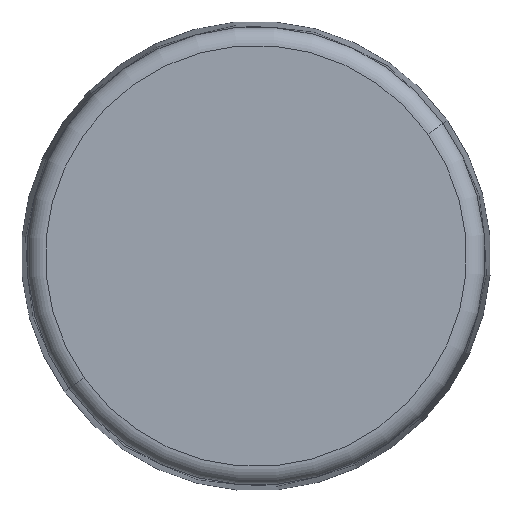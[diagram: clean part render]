
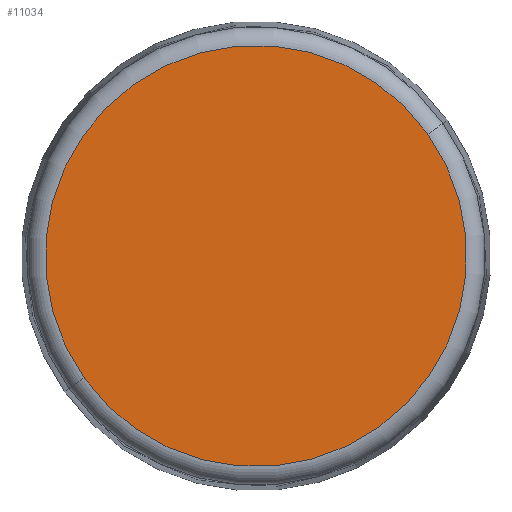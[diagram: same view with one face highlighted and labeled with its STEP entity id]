
A CAD part, left-side view. The second image highlights one B-rep face of the part: STEP entity #11034.
In plain terms, the highlighted planar face has unit normal (-1, 0, 0).
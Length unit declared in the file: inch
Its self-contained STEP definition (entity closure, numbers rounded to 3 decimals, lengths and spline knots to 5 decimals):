
#752 = DIRECTION ( 'NONE',  ( 0., 0.816, -0.578 ) ) ;
#2039 = CARTESIAN_POINT ( 'NONE',  ( -1.25426, -0.30397, 0.21538 ) ) ;
#2133 = CIRCLE ( 'NONE', #7165, 0.375 ) ;
#2284 = CARTESIAN_POINT ( 'NONE',  ( -1.25426, 0.30598, -0.2168 ) ) ;
#2407 = CARTESIAN_POINT ( 'NONE',  ( -1.25426, -0.30598, 0.2168 ) ) ;
#3262 = CIRCLE ( 'NONE', #5507, 0.375 ) ;
#3737 = DIRECTION ( 'NONE',  ( 0., 0.816, -0.578 ) ) ;
#5380 = DIRECTION ( 'NONE',  ( -1., 0., 0. ) ) ;
#5413 = DIRECTION ( 'NONE',  ( -1., 0., 0. ) ) ;
#5466 = AXIS2_PLACEMENT_3D ( 'NONE', #2039, #6462, #3737 ) ;
#5507 = AXIS2_PLACEMENT_3D ( 'NONE', #12023, #5413, #752 ) ;
#5533 = FACE_OUTER_BOUND ( 'NONE', #5594, .T. ) ;
#5594 = EDGE_LOOP ( 'NONE', ( #11784, #10151 ) ) ;
#5617 = EDGE_CURVE ( 'NONE', #10676, #8031, #2133, .T. ) ;
#6004 = EDGE_CURVE ( 'NONE', #8031, #10676, #3262, .T. ) ;
#6462 = DIRECTION ( 'NONE',  ( -1., 0., 0. ) ) ;
#7165 = AXIS2_PLACEMENT_3D ( 'NONE', #11988, #5380, #11076 ) ;
#8031 = VERTEX_POINT ( 'NONE', #2407 ) ;
#8361 = PLANE ( 'NONE',  #5466 ) ;
#10151 = ORIENTED_EDGE ( 'NONE', *, *, #6004, .T. ) ;
#10676 = VERTEX_POINT ( 'NONE', #2284 ) ;
#11034 = ADVANCED_FACE ( 'NONE', ( #5533 ), #8361, .T. ) ;
#11076 = DIRECTION ( 'NONE',  ( 0., 0.816, -0.578 ) ) ;
#11784 = ORIENTED_EDGE ( 'NONE', *, *, #5617, .T. ) ;
#11988 = CARTESIAN_POINT ( 'NONE',  ( -1.25426, 0., 0. ) ) ;
#12023 = CARTESIAN_POINT ( 'NONE',  ( -1.25426, 0., 0. ) ) ;
